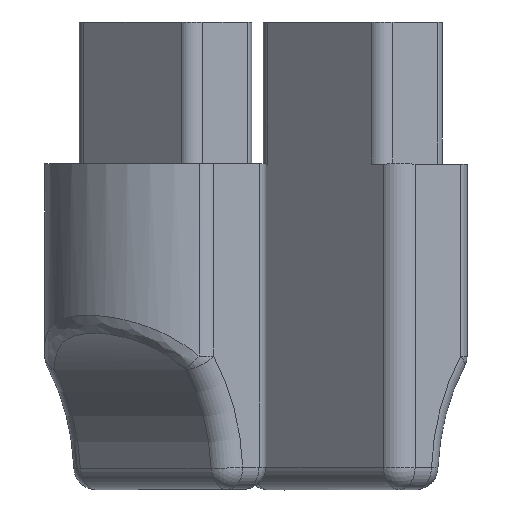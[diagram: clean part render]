
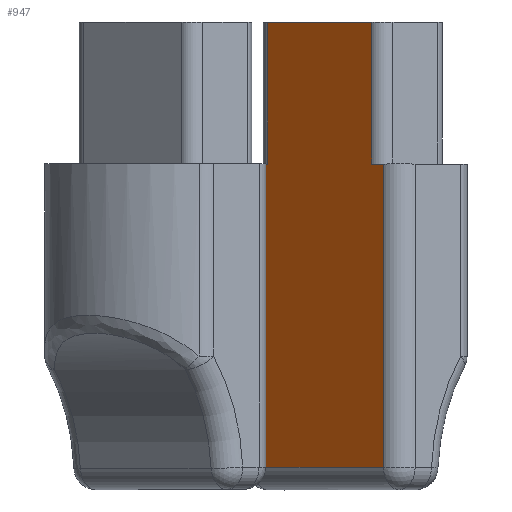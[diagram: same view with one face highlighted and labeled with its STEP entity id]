
A CAD part, top view. The second image highlights one B-rep face of the part: STEP entity #947.
In plain terms, the highlighted planar face has unit normal (-0.707, 0, 0.707).
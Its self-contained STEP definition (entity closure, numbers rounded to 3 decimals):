
#45=PLANE('',#1033);
#65=FACE_OUTER_BOUND('',#129,.T.);
#129=EDGE_LOOP('',(#647,#648,#649,#650,#651,#652,#653,#654));
#196=LINE('',#1523,#266);
#197=LINE('',#1527,#267);
#198=LINE('',#1531,#268);
#199=LINE('',#1533,#269);
#200=LINE('',#1535,#270);
#201=LINE('',#1537,#271);
#202=LINE('',#1539,#272);
#203=LINE('',#1540,#273);
#266=VECTOR('',#1181,10.);
#267=VECTOR('',#1186,10.);
#268=VECTOR('',#1191,10.);
#269=VECTOR('',#1192,10.);
#270=VECTOR('',#1193,10.);
#271=VECTOR('',#1194,10.);
#272=VECTOR('',#1195,10.);
#273=VECTOR('',#1196,10.);
#408=VERTEX_POINT('',#1520);
#409=VERTEX_POINT('',#1522);
#410=VERTEX_POINT('',#1526);
#411=VERTEX_POINT('',#1530);
#412=VERTEX_POINT('',#1532);
#413=VERTEX_POINT('',#1534);
#414=VERTEX_POINT('',#1536);
#415=VERTEX_POINT('',#1538);
#494=EDGE_CURVE('',#408,#409,#196,.T.);
#496=EDGE_CURVE('',#409,#410,#197,.T.);
#498=EDGE_CURVE('',#411,#410,#198,.T.);
#499=EDGE_CURVE('',#412,#408,#199,.T.);
#500=EDGE_CURVE('',#413,#412,#200,.T.);
#501=EDGE_CURVE('',#414,#413,#201,.T.);
#502=EDGE_CURVE('',#415,#414,#202,.T.);
#503=EDGE_CURVE('',#411,#415,#203,.T.);
#647=ORIENTED_EDGE('',*,*,#498,.T.);
#648=ORIENTED_EDGE('',*,*,#496,.F.);
#649=ORIENTED_EDGE('',*,*,#494,.F.);
#650=ORIENTED_EDGE('',*,*,#499,.F.);
#651=ORIENTED_EDGE('',*,*,#500,.F.);
#652=ORIENTED_EDGE('',*,*,#501,.F.);
#653=ORIENTED_EDGE('',*,*,#502,.F.);
#654=ORIENTED_EDGE('',*,*,#503,.F.);
#947=ADVANCED_FACE('',(#65),#45,.T.);
#1033=AXIS2_PLACEMENT_3D('',#1529,#1189,#1190);
#1181=DIRECTION('',(0.707,0.,0.707));
#1186=DIRECTION('',(0.,-1.,0.));
#1189=DIRECTION('center_axis',(-0.707,0.,0.707));
#1190=DIRECTION('ref_axis',(-0.707,0.,-0.707));
#1191=DIRECTION('',(-0.707,0.,-0.707));
#1192=DIRECTION('',(0.,1.,0.));
#1193=DIRECTION('',(0.707,0.,0.707));
#1194=DIRECTION('',(0.,1.,0.));
#1195=DIRECTION('',(-0.707,0.,-0.707));
#1196=DIRECTION('',(0.,-1.,0.));
#1520=CARTESIAN_POINT('',(-7.397,54.5,-74.475));
#1522=CARTESIAN_POINT('',(-0.409,54.5,-67.487));
#1523=CARTESIAN_POINT('',(-8.281,54.5,-75.36));
#1526=CARTESIAN_POINT('',(-0.409,45.,-67.487));
#1527=CARTESIAN_POINT('',(-0.409,49.75,-67.487));
#1529=CARTESIAN_POINT('Origin',(1.43,45.,-65.649));
#1530=CARTESIAN_POINT('',(0.369,45.,-66.709));
#1531=CARTESIAN_POINT('',(-1.185,45.,-68.263));
#1532=CARTESIAN_POINT('',(-7.397,45.,-74.475));
#1533=CARTESIAN_POINT('',(-7.397,49.75,-74.475));
#1534=CARTESIAN_POINT('',(-8.399,45.,-75.477));
#1535=CARTESIAN_POINT('',(-4.015,45.,-71.093));
#1536=CARTESIAN_POINT('',(-8.399,24.661,-75.477));
#1537=CARTESIAN_POINT('',(-8.399,45.,-75.477));
#1538=CARTESIAN_POINT('',(0.369,24.661,-66.709));
#1539=CARTESIAN_POINT('',(-1.293,24.661,-68.371));
#1540=CARTESIAN_POINT('',(0.369,45.,-66.709));
